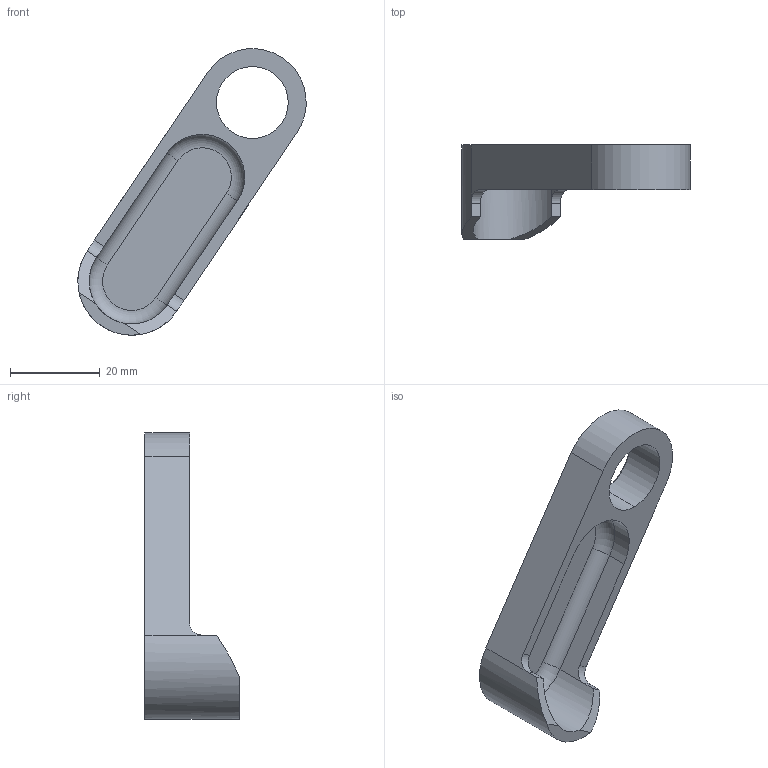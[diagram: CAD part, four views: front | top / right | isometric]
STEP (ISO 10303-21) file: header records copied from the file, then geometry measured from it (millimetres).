
FILE_DESCRIPTION(('CATIA V5 STEP Exchange','CAx-IF Rec.Pracs.--- Model Styling and Organization---1.4--- 2014-01-23','CAx-IF Rec.Pracs.--- Geometric and Assembly Validation Properties ---4.2---2014-10-09','CAx-IF Rec.Pracs.---3D Tessellated Data Validation Properties---0.5---2014-09-14'),'2;1');
FILE_NAME('CONNECTEUR PIVOT PPL G.stp','2022-01-27T15:53:56+00:00',('none'),('none'),'CATIA Version 5-6 Release 2017 SP2 HF63','CATIA V5 STEP AP242 v1','none');
FILE_SCHEMA(('AP242_MANAGED_MODEL_BASED_3D_ENGINEERING_MIM_LF {1 0 10303 442 1 1 4}'));
Length unit declared in the file: millimetre
Products named in the file (1): Connecteur pivot ppl G
Bounding box: 50.81 x 21 x 63.76 mm (x, y, z)
Volume: 8948.1 mm3; surface area: 6412.5 mm2
Topology: 1 solids, 1 shells, 26 faces, 66 edges, 42 vertices
Faces by surface type: plane 12, cylinder 10, torus 2, cone 2
Entity records: 819 total; most frequent: CARTESIAN_POINT 160, ORIENTED_EDGE 132, DIRECTION 110, EDGE_CURVE 66, AXIS2_PLACEMENT_3D 50, VERTEX_POINT 42, VECTOR 36, LINE 36
